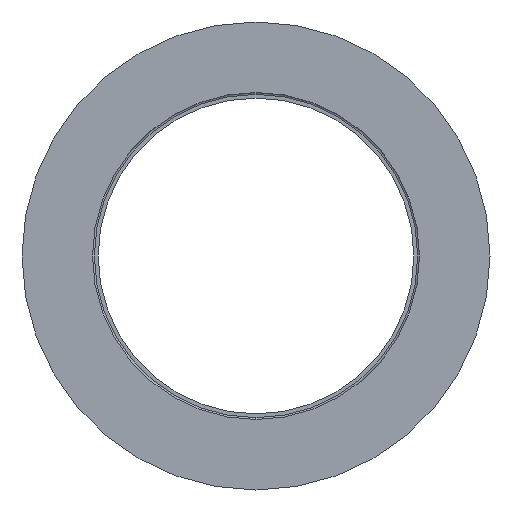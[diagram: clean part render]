
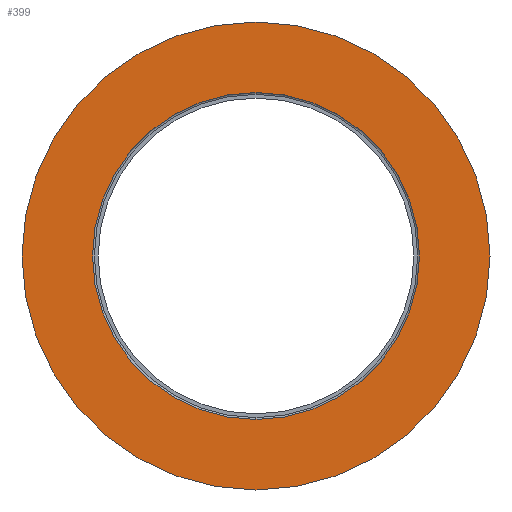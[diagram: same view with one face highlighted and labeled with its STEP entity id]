
A CAD part, left-side view. The second image highlights one B-rep face of the part: STEP entity #399.
In plain terms, the highlighted planar face has unit normal (-1, 0, 0).
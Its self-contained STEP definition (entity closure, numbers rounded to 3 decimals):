
#1 = CIRCLE ( 'NONE', #188, 26.2 ) ;
#24 = CARTESIAN_POINT ( 'NONE',  ( 0., 0., 0. ) ) ;
#29 = DIRECTION ( 'NONE',  ( 0., 0., 1. ) ) ;
#30 = DIRECTION ( 'NONE',  ( 0., 0., -1. ) ) ;
#35 = CARTESIAN_POINT ( 'NONE',  ( 0., 0., 37.5 ) ) ;
#46 = CARTESIAN_POINT ( 'NONE',  ( 0., 0., 0. ) ) ;
#51 = CIRCLE ( 'NONE', #314, 37.5 ) ;
#67 = DIRECTION ( 'NONE',  ( 0., 0., 1. ) ) ;
#77 = CARTESIAN_POINT ( 'NONE',  ( 0., 0., -37.5 ) ) ;
#78 = CARTESIAN_POINT ( 'NONE',  ( 0., 0., -26.2 ) ) ;
#119 = VERTEX_POINT ( 'NONE', #77 ) ;
#167 = DIRECTION ( 'NONE',  ( -1., 0., 0. ) ) ;
#188 = AXIS2_PLACEMENT_3D ( 'NONE', #24, #359, #67 ) ;
#193 = EDGE_CURVE ( 'NONE', #511, #119, #249, .T. ) ;
#209 = VERTEX_POINT ( 'NONE', #539 ) ;
#229 = DIRECTION ( 'NONE',  ( 0., 0., 1. ) ) ;
#249 = CIRCLE ( 'NONE', #548, 37.5 ) ;
#265 = PLANE ( 'NONE',  #501 ) ;
#271 = EDGE_CURVE ( 'NONE', #209, #302, #1, .T. ) ;
#299 = FACE_OUTER_BOUND ( 'NONE', #461, .T. ) ;
#302 = VERTEX_POINT ( 'NONE', #306 ) ;
#306 = CARTESIAN_POINT ( 'NONE',  ( 0., 0., -26.2 ) ) ;
#314 = AXIS2_PLACEMENT_3D ( 'NONE', #445, #167, #480 ) ;
#315 = DIRECTION ( 'NONE',  ( -1., 0., 0. ) ) ;
#316 = DIRECTION ( 'NONE',  ( 1., 0., 0. ) ) ;
#324 = CIRCLE ( 'NONE', #411, 26.2 ) ;
#332 = ORIENTED_EDGE ( 'NONE', *, *, #271, .F. ) ;
#339 = ORIENTED_EDGE ( 'NONE', *, *, #193, .T. ) ;
#343 = EDGE_CURVE ( 'NONE', #119, #511, #51, .T. ) ;
#350 = EDGE_CURVE ( 'NONE', #302, #209, #324, .T. ) ;
#359 = DIRECTION ( 'NONE',  ( -1., 0., 0. ) ) ;
#361 = ORIENTED_EDGE ( 'NONE', *, *, #343, .T. ) ;
#395 = ORIENTED_EDGE ( 'NONE', *, *, #350, .F. ) ;
#399 = ADVANCED_FACE ( 'NONE', ( #474, #299 ), #265, .F. ) ;
#411 = AXIS2_PLACEMENT_3D ( 'NONE', #538, #315, #29 ) ;
#417 = EDGE_LOOP ( 'NONE', ( #332, #395 ) ) ;
#445 = CARTESIAN_POINT ( 'NONE',  ( 0., 0., 0. ) ) ;
#461 = EDGE_LOOP ( 'NONE', ( #339, #361 ) ) ;
#474 = FACE_BOUND ( 'NONE', #417, .T. ) ;
#480 = DIRECTION ( 'NONE',  ( 0., 0., 1. ) ) ;
#493 = DIRECTION ( 'NONE',  ( -1., 0., 0. ) ) ;
#501 = AXIS2_PLACEMENT_3D ( 'NONE', #78, #316, #30 ) ;
#511 = VERTEX_POINT ( 'NONE', #35 ) ;
#538 = CARTESIAN_POINT ( 'NONE',  ( 0., 0., 0. ) ) ;
#539 = CARTESIAN_POINT ( 'NONE',  ( 0., 0., 26.2 ) ) ;
#548 = AXIS2_PLACEMENT_3D ( 'NONE', #46, #493, #229 ) ;
